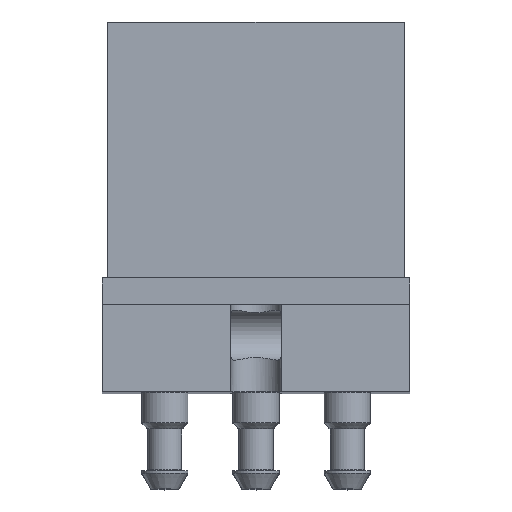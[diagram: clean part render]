
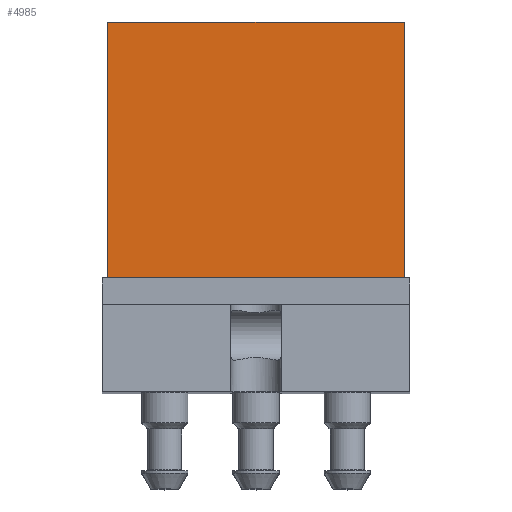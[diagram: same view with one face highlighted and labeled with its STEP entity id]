
A CAD part, top view. The second image highlights one B-rep face of the part: STEP entity #4985.
In plain terms, the highlighted planar face has unit normal (0, 0, 1).
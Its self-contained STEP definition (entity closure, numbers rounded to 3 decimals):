
#165=LINE('',#6662,#253);
#166=LINE('',#6666,#254);
#217=LINE('',#7443,#305);
#220=LINE('',#7458,#308);
#223=LINE('',#7464,#311);
#224=LINE('',#7465,#312);
#253=VECTOR('',#5569,1000.);
#254=VECTOR('',#5572,1000.);
#305=VECTOR('',#6405,1000.);
#308=VECTOR('',#6420,1000.);
#311=VECTOR('',#6425,1000.);
#312=VECTOR('',#6426,1000.);
#400=PLANE('',#5447);
#1216=ORIENTED_EDGE('',*,*,#1672,.T.);
#1217=ORIENTED_EDGE('',*,*,#1414,.F.);
#1218=ORIENTED_EDGE('',*,*,#1662,.F.);
#1219=ORIENTED_EDGE('',*,*,#1412,.F.);
#1220=ORIENTED_EDGE('',*,*,#1673,.F.);
#1221=ORIENTED_EDGE('',*,*,#1669,.T.);
#1412=EDGE_CURVE('',#1768,#1769,#165,.T.);
#1414=EDGE_CURVE('',#1770,#1771,#166,.T.);
#1662=EDGE_CURVE('',#1769,#1770,#217,.T.);
#1669=EDGE_CURVE('',#2000,#1999,#220,.T.);
#1672=EDGE_CURVE('',#1999,#1771,#223,.T.);
#1673=EDGE_CURVE('',#2000,#1768,#224,.T.);
#1768=VERTEX_POINT('',#6661);
#1769=VERTEX_POINT('',#6663);
#1770=VERTEX_POINT('',#6665);
#1771=VERTEX_POINT('',#6667);
#1999=VERTEX_POINT('',#7457);
#2000=VERTEX_POINT('',#7459);
#2494=EDGE_LOOP('',(#1216,#1217,#1218,#1219,#1220,#1221));
#2956=FACE_BOUND('',#2494,.T.);
#4985=ADVANCED_FACE('',(#2956),#400,.F.);
#5447=AXIS2_PLACEMENT_3D('',#7463,#6423,#6424);
#5569=DIRECTION('',(-1.,0.,0.));
#5572=DIRECTION('',(-1.,0.,0.));
#6405=DIRECTION('',(-1.,0.,0.));
#6420=DIRECTION('',(-1.,0.,0.));
#6423=DIRECTION('',(0.,0.,-1.));
#6424=DIRECTION('',(-1.,0.,0.));
#6425=DIRECTION('',(0.,-1.,0.));
#6426=DIRECTION('',(0.,-1.,0.));
#6661=CARTESIAN_POINT('',(13.,10.,32.));
#6662=CARTESIAN_POINT('',(13.,10.,32.));
#6663=CARTESIAN_POINT('',(1.8,10.,32.));
#6665=CARTESIAN_POINT('',(-1.8,10.,32.));
#6666=CARTESIAN_POINT('',(13.,10.,32.));
#6667=CARTESIAN_POINT('',(-13.,10.,32.));
#7443=CARTESIAN_POINT('',(13.,10.,32.));
#7457=CARTESIAN_POINT('',(-13.,32.5,32.));
#7458=CARTESIAN_POINT('',(13.,32.5,32.));
#7459=CARTESIAN_POINT('',(13.,32.5,32.));
#7463=CARTESIAN_POINT('',(13.,32.5,32.));
#7464=CARTESIAN_POINT('',(-13.,32.5,32.));
#7465=CARTESIAN_POINT('',(13.,32.5,32.));
